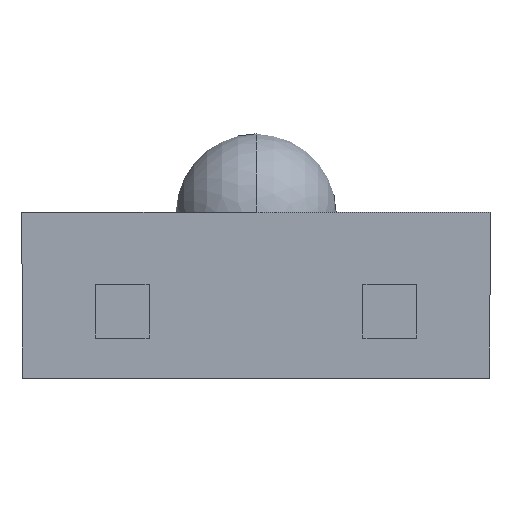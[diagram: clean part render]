
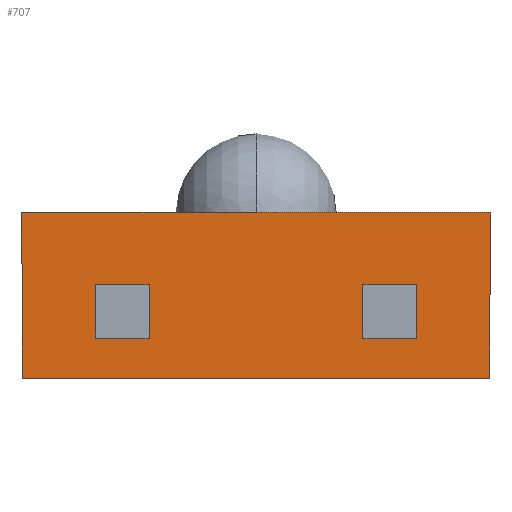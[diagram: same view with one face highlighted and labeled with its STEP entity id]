
A CAD part, front view. The second image highlights one B-rep face of the part: STEP entity #707.
In plain terms, the highlighted planar face has unit normal (0, -1, 0).
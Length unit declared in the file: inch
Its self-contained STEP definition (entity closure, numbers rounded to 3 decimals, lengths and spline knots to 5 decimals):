
#1 = EDGE_LOOP ( 'NONE', ( #164, #713, #27, #337 ) ) ;
#6 = CARTESIAN_POINT ( 'NONE',  ( 0.04, 0., -0.016 ) ) ;
#20 = CARTESIAN_POINT ( 'NONE',  ( -0.06, 0., -0.016 ) ) ;
#25 = VECTOR ( 'NONE', #419, 39.37008 ) ;
#27 = ORIENTED_EDGE ( 'NONE', *, *, #367, .T. ) ;
#43 = ORIENTED_EDGE ( 'NONE', *, *, #129, .T. ) ;
#54 = EDGE_CURVE ( 'NONE', #250, #483, #631, .T. ) ;
#60 = ORIENTED_EDGE ( 'NONE', *, *, #54, .F. ) ;
#64 = DIRECTION ( 'NONE',  ( 0., 0., -1. ) ) ;
#65 = EDGE_CURVE ( 'NONE', #650, #267, #808, .T. ) ;
#72 = ORIENTED_EDGE ( 'NONE', *, *, #734, .F. ) ;
#82 = LINE ( 'NONE', #498, #25 ) ;
#87 = VECTOR ( 'NONE', #554, 39.37008 ) ;
#95 = CARTESIAN_POINT ( 'NONE',  ( -0.0875, 0., -0.031 ) ) ;
#101 = EDGE_CURVE ( 'NONE', #603, #639, #189, .T. ) ;
#119 = ORIENTED_EDGE ( 'NONE', *, *, #239, .F. ) ;
#128 = CARTESIAN_POINT ( 'NONE',  ( 0.04, 0., 0.004 ) ) ;
#129 = EDGE_CURVE ( 'NONE', #780, #324, #785, .T. ) ;
#144 = VERTEX_POINT ( 'NONE', #580 ) ;
#151 = DIRECTION ( 'NONE',  ( 0., 0., 1. ) ) ;
#156 = CARTESIAN_POINT ( 'NONE',  ( -0.0875, 0., -0.031 ) ) ;
#157 = CARTESIAN_POINT ( 'NONE',  ( -0.04, 0., 0.004 ) ) ;
#164 = ORIENTED_EDGE ( 'NONE', *, *, #495, .F. ) ;
#170 = DIRECTION ( 'NONE',  ( 1., 0., 0. ) ) ;
#177 = CARTESIAN_POINT ( 'NONE',  ( 0.04, 0., 0.004 ) ) ;
#178 = LINE ( 'NONE', #128, #481 ) ;
#189 = LINE ( 'NONE', #432, #332 ) ;
#192 = FACE_BOUND ( 'NONE', #718, .T. ) ;
#203 = CARTESIAN_POINT ( 'NONE',  ( 0.06, 0., 0.004 ) ) ;
#223 = VERTEX_POINT ( 'NONE', #854 ) ;
#231 = DIRECTION ( 'NONE',  ( -1., 0., 0. ) ) ;
#237 = FACE_OUTER_BOUND ( 'NONE', #838, .T. ) ;
#239 = EDGE_CURVE ( 'NONE', #223, #835, #449, .T. ) ;
#240 = VECTOR ( 'NONE', #739, 39.37008 ) ;
#242 = VECTOR ( 'NONE', #391, 39.37008 ) ;
#250 = VERTEX_POINT ( 'NONE', #448 ) ;
#251 = CARTESIAN_POINT ( 'NONE',  ( -0.06, 0., 0.004 ) ) ;
#254 = CARTESIAN_POINT ( 'NONE',  ( -0.0875, 0., -0.031 ) ) ;
#257 = VECTOR ( 'NONE', #478, 39.37008 ) ;
#267 = VERTEX_POINT ( 'NONE', #590 ) ;
#275 = CARTESIAN_POINT ( 'NONE',  ( -0.06, 0., 0.004 ) ) ;
#311 = EDGE_CURVE ( 'NONE', #324, #835, #673, .T. ) ;
#314 = LINE ( 'NONE', #95, #625 ) ;
#324 = VERTEX_POINT ( 'NONE', #396 ) ;
#332 = VECTOR ( 'NONE', #231, 39.37008 ) ;
#336 = VECTOR ( 'NONE', #64, 39.37008 ) ;
#337 = ORIENTED_EDGE ( 'NONE', *, *, #101, .T. ) ;
#365 = VECTOR ( 'NONE', #850, 39.37008 ) ;
#367 = EDGE_CURVE ( 'NONE', #848, #603, #528, .T. ) ;
#381 = DIRECTION ( 'NONE',  ( 0., 0., -1. ) ) ;
#391 = DIRECTION ( 'NONE',  ( 0., 0., -1. ) ) ;
#396 = CARTESIAN_POINT ( 'NONE',  ( 0.06, 0., -0.016 ) ) ;
#397 = VECTOR ( 'NONE', #381, 39.37008 ) ;
#404 = ORIENTED_EDGE ( 'NONE', *, *, #311, .T. ) ;
#417 = CARTESIAN_POINT ( 'NONE',  ( -0.0875, 0., 0.031 ) ) ;
#419 = DIRECTION ( 'NONE',  ( 0., 0., -1. ) ) ;
#426 = CARTESIAN_POINT ( 'NONE',  ( -0.0875, 0., 0.031 ) ) ;
#432 = CARTESIAN_POINT ( 'NONE',  ( -0.06, 0., -0.016 ) ) ;
#448 = CARTESIAN_POINT ( 'NONE',  ( 0.0875, 0., -0.031 ) ) ;
#449 = LINE ( 'NONE', #177, #242 ) ;
#478 = DIRECTION ( 'NONE',  ( -1., 0., 0. ) ) ;
#481 = VECTOR ( 'NONE', #746, 39.37008 ) ;
#483 = VERTEX_POINT ( 'NONE', #254 ) ;
#486 = VECTOR ( 'NONE', #170, 39.37008 ) ;
#495 = EDGE_CURVE ( 'NONE', #144, #639, #670, .T. ) ;
#498 = CARTESIAN_POINT ( 'NONE',  ( 0.0875, 0., -0.031 ) ) ;
#499 = ORIENTED_EDGE ( 'NONE', *, *, #636, .F. ) ;
#501 = DIRECTION ( 'NONE',  ( 0., 0., 1. ) ) ;
#528 = LINE ( 'NONE', #664, #336 ) ;
#554 = DIRECTION ( 'NONE',  ( -1., 0., 0. ) ) ;
#556 = AXIS2_PLACEMENT_3D ( 'NONE', #417, #623, #501 ) ;
#562 = EDGE_CURVE ( 'NONE', #483, #650, #314, .T. ) ;
#580 = CARTESIAN_POINT ( 'NONE',  ( -0.06, 0., 0.004 ) ) ;
#590 = CARTESIAN_POINT ( 'NONE',  ( 0.0875, 0., 0.031 ) ) ;
#603 = VERTEX_POINT ( 'NONE', #701 ) ;
#623 = DIRECTION ( 'NONE',  ( 0., 1., 0. ) ) ;
#625 = VECTOR ( 'NONE', #151, 39.37008 ) ;
#631 = LINE ( 'NONE', #156, #87 ) ;
#636 = EDGE_CURVE ( 'NONE', #267, #250, #82, .T. ) ;
#639 = VERTEX_POINT ( 'NONE', #20 ) ;
#650 = VERTEX_POINT ( 'NONE', #426 ) ;
#658 = CARTESIAN_POINT ( 'NONE',  ( 0.04, 0., -0.016 ) ) ;
#664 = CARTESIAN_POINT ( 'NONE',  ( -0.04, 0., 0.004 ) ) ;
#670 = LINE ( 'NONE', #251, #240 ) ;
#673 = LINE ( 'NONE', #658, #365 ) ;
#701 = CARTESIAN_POINT ( 'NONE',  ( -0.04, 0., -0.016 ) ) ;
#707 = ADVANCED_FACE ( 'NONE', ( #192, #781, #237 ), #711, .F. ) ;
#711 = PLANE ( 'NONE',  #556 ) ;
#712 = CARTESIAN_POINT ( 'NONE',  ( 0.06, 0., 0.004 ) ) ;
#713 = ORIENTED_EDGE ( 'NONE', *, *, #798, .F. ) ;
#718 = EDGE_LOOP ( 'NONE', ( #119, #72, #43, #404 ) ) ;
#734 = EDGE_CURVE ( 'NONE', #780, #223, #178, .T. ) ;
#739 = DIRECTION ( 'NONE',  ( 0., 0., -1. ) ) ;
#742 = LINE ( 'NONE', #275, #257 ) ;
#746 = DIRECTION ( 'NONE',  ( -1., 0., 0. ) ) ;
#751 = ORIENTED_EDGE ( 'NONE', *, *, #65, .F. ) ;
#780 = VERTEX_POINT ( 'NONE', #203 ) ;
#781 = FACE_BOUND ( 'NONE', #1, .T. ) ;
#785 = LINE ( 'NONE', #712, #397 ) ;
#798 = EDGE_CURVE ( 'NONE', #848, #144, #742, .T. ) ;
#801 = ORIENTED_EDGE ( 'NONE', *, *, #562, .F. ) ;
#808 = LINE ( 'NONE', #839, #486 ) ;
#835 = VERTEX_POINT ( 'NONE', #6 ) ;
#838 = EDGE_LOOP ( 'NONE', ( #801, #60, #499, #751 ) ) ;
#839 = CARTESIAN_POINT ( 'NONE',  ( -0.0875, 0., 0.031 ) ) ;
#848 = VERTEX_POINT ( 'NONE', #157 ) ;
#850 = DIRECTION ( 'NONE',  ( -1., 0., 0. ) ) ;
#854 = CARTESIAN_POINT ( 'NONE',  ( 0.04, 0., 0.004 ) ) ;
